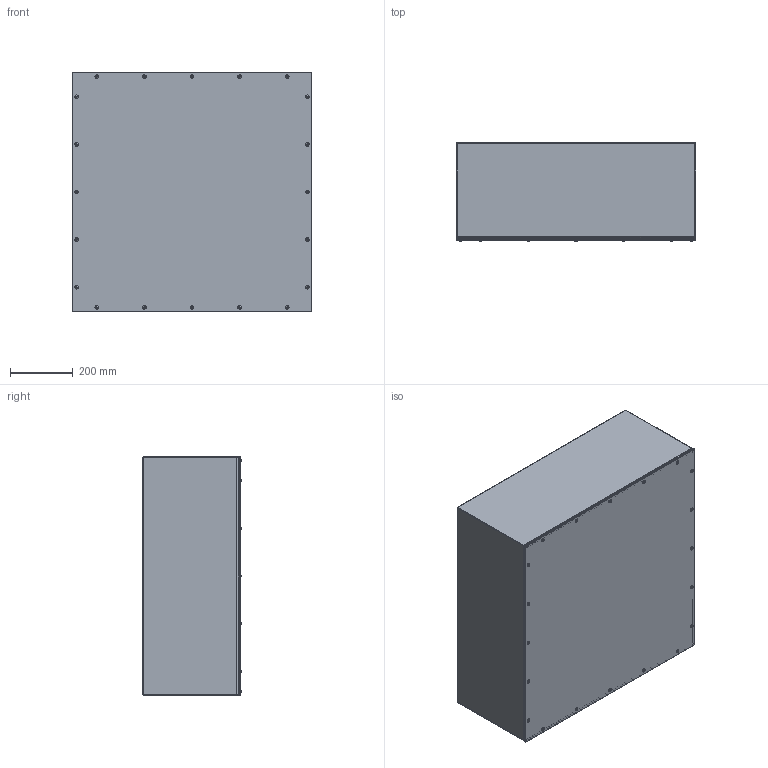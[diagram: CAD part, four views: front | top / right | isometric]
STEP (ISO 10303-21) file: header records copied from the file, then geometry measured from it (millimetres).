
FILE_DESCRIPTION (( 'STEP AP214' ), '1' );
FILE_NAME ('C3SC303012GY.STEP', '2023-06-21T13:08:50', ( '' ), ( '' ), 'SwSTEP 2.0', 'SolidWorks 2021', '' );
FILE_SCHEMA (( 'AUTOMOTIVE_DESIGN' ));
Length unit declared in the file: inch
Products named in the file (1): C3SC303012GY
Bounding box: 766.78 x 314.96 x 766.78 mm (x, y, z)
Volume: 5663103.5 mm3; surface area: 4386077.5 mm2
Topology: 64 solids, 65 shells, 1858 faces, 4768 edges, 3140 vertices
Faces by surface type: plane 1162, cylinder 328, cone 228, bspline 120, torus 20
Full cylindrical faces by diameter (mm): 3.759 x20, 4.039 x20, 4.064 x20, 4.826 x20, 6.096 x20, 6.35 x20, 6.985 x20, 9.906 x20, 11.176 x20
Entity records: 60483 total; most frequent: CARTESIAN_POINT 17027, ORIENTED_EDGE 8776, DIRECTION 8286, EDGE_CURVE 4388, VERTEX_POINT 3040, AXIS2_PLACEMENT_3D 3011, EDGE_LOOP 2360, VECTOR 2264
